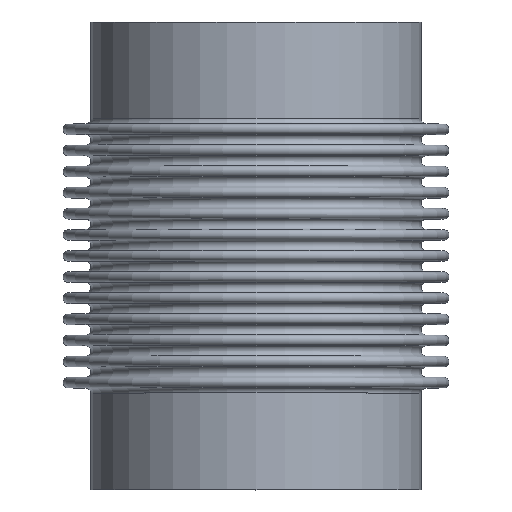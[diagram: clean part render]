
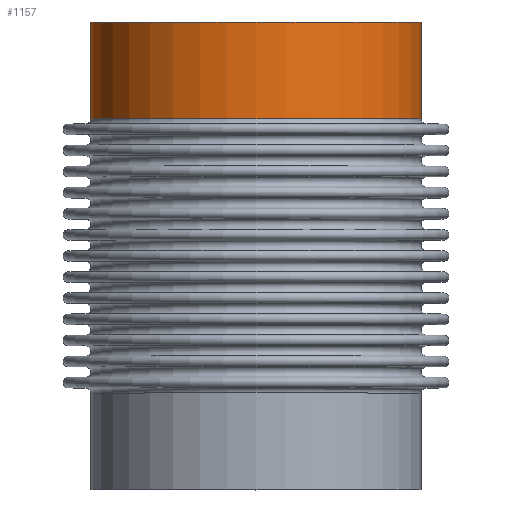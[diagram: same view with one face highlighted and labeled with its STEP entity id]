
A CAD part, top view. The second image highlights one B-rep face of the part: STEP entity #1157.
In plain terms, the highlighted cylindrical face has radius 109.55 mm (diameter 219.1 mm), a full revolution.
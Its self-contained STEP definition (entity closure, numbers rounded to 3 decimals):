
#70=CYLINDRICAL_SURFACE('',#1276,109.55);
#75=FACE_BOUND('',#306,.T.);
#189=FACE_OUTER_BOUND('',#305,.T.);
#305=EDGE_LOOP('',(#875));
#306=EDGE_LOOP('',(#876));
#532=CIRCLE('',#1277,109.55);
#533=CIRCLE('',#1278,109.55);
#646=VERTEX_POINT('',#1967);
#647=VERTEX_POINT('',#1969);
#760=EDGE_CURVE('',#646,#646,#532,.T.);
#761=EDGE_CURVE('',#647,#647,#533,.T.);
#875=ORIENTED_EDGE('',*,*,#760,.F.);
#876=ORIENTED_EDGE('',*,*,#761,.T.);
#1157=ADVANCED_FACE('',(#189,#75),#70,.T.);
#1276=AXIS2_PLACEMENT_3D('',#1966,#1511,#1512);
#1277=AXIS2_PLACEMENT_3D('',#1968,#1513,#1514);
#1278=AXIS2_PLACEMENT_3D('',#1970,#1515,#1516);
#1511=DIRECTION('center_axis',(0.,1.,0.));
#1512=DIRECTION('ref_axis',(-1.,0.,0.));
#1513=DIRECTION('center_axis',(0.,1.,0.));
#1514=DIRECTION('ref_axis',(-1.,0.,0.));
#1515=DIRECTION('center_axis',(0.,1.,0.));
#1516=DIRECTION('ref_axis',(1.,0.,0.));
#1966=CARTESIAN_POINT('Origin',(0.,304.287,0.));
#1967=CARTESIAN_POINT('',(109.55,368.287,0.));
#1968=CARTESIAN_POINT('Origin',(0.,368.287,0.));
#1969=CARTESIAN_POINT('',(-109.55,304.287,0.));
#1970=CARTESIAN_POINT('Origin',(0.,304.287,0.));
